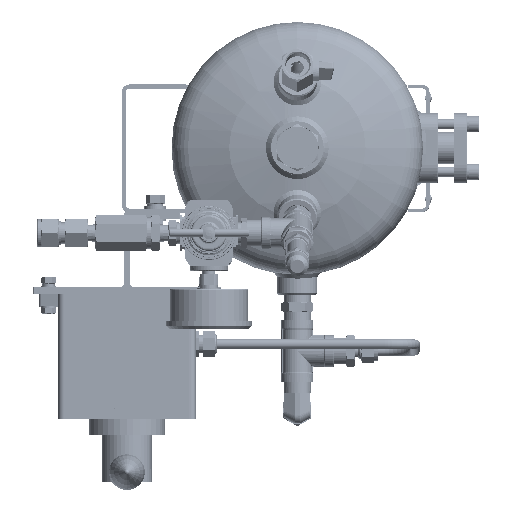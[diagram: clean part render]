
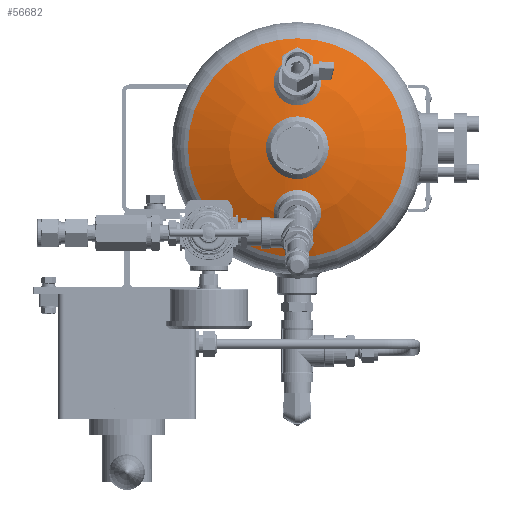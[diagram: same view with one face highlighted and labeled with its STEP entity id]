
A CAD part, top view. The second image highlights one B-rep face of the part: STEP entity #56682.
In plain terms, the highlighted spherical face has radius 202.3 mm.
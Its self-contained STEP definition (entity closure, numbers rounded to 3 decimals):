
#598=SPHERICAL_SURFACE('',#67063,202.3);
#13945=ORIENTED_EDGE('',*,*,#30621,.T.);
#13946=ORIENTED_EDGE('',*,*,#30625,.T.);
#13947=ORIENTED_EDGE('',*,*,#30626,.F.);
#13948=ORIENTED_EDGE('',*,*,#30627,.F.);
#30621=EDGE_CURVE('',#39022,#39022,#44831,.T.);
#30625=EDGE_CURVE('',#39026,#39026,#44835,.T.);
#30626=EDGE_CURVE('',#39027,#39027,#44836,.T.);
#30627=EDGE_CURVE('',#39028,#39028,#44837,.F.);
#39022=VERTEX_POINT('',#88664);
#39026=VERTEX_POINT('',#88674);
#39027=VERTEX_POINT('',#88676);
#39028=VERTEX_POINT('',#88678);
#44831=CIRCLE('',#67058,15.);
#44835=CIRCLE('',#67064,15.);
#44836=CIRCLE('',#67065,87.326);
#44837=CIRCLE('',#67066,20.);
#46935=EDGE_LOOP('',(#13945));
#46936=EDGE_LOOP('',(#13946));
#46937=EDGE_LOOP('',(#13947));
#46938=EDGE_LOOP('',(#13948));
#51418=FACE_BOUND('',#46935,.T.);
#51419=FACE_BOUND('',#46936,.T.);
#51420=FACE_BOUND('',#46937,.T.);
#51421=FACE_BOUND('',#46938,.T.);
#56682=ADVANCED_FACE('',(#51418,#51419,#51420,#51421),#598,.T.);
#67058=AXIS2_PLACEMENT_3D('',#88663,#73194,#73195);
#67063=AXIS2_PLACEMENT_3D('',#88672,#73204,#73205);
#67064=AXIS2_PLACEMENT_3D('',#88673,#73206,#73207);
#67065=AXIS2_PLACEMENT_3D('',#88675,#73208,#73209);
#67066=AXIS2_PLACEMENT_3D('',#88677,#73210,#73211);
#73194=DIRECTION('',(0.259,0.,-0.966));
#73195=DIRECTION('',(0.966,0.,0.259));
#73204=DIRECTION('',(0.,0.,-1.));
#73205=DIRECTION('',(1.,0.,0.));
#73206=DIRECTION('',(-0.259,0.,-0.966));
#73207=DIRECTION('',(-0.966,0.,0.259));
#73208=DIRECTION('',(0.,0.,-1.));
#73209=DIRECTION('',(-1.,0.,0.));
#73210=DIRECTION('',(0.,0.,-1.));
#73211=DIRECTION('',(-1.,0.,0.));
#88663=CARTESIAN_POINT('',(-52.215,0.,46.028));
#88664=CARTESIAN_POINT('',(-37.726,0.,49.911));
#88672=CARTESIAN_POINT('',(0.,0.,-148.841));
#88673=CARTESIAN_POINT('',(52.215,0.,46.028));
#88674=CARTESIAN_POINT('',(37.726,0.,49.911));
#88675=CARTESIAN_POINT('',(0.,0.,33.641));
#88676=CARTESIAN_POINT('',(-87.326,0.,33.641));
#88677=CARTESIAN_POINT('',(0.,0.,52.468));
#88678=CARTESIAN_POINT('',(-20.,0.,52.468));
